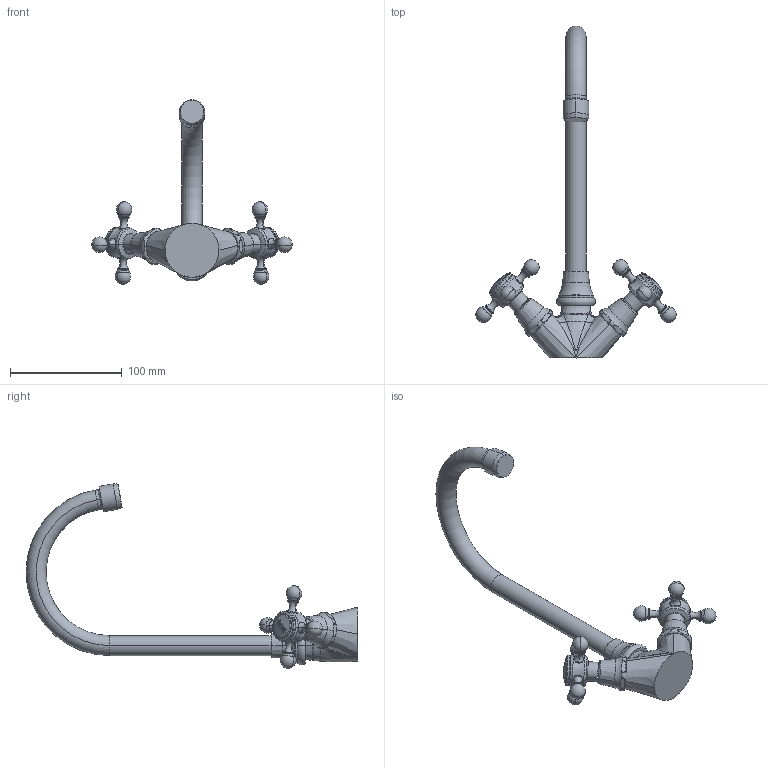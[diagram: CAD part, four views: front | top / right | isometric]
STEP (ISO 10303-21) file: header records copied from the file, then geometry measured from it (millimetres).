
FILE_DESCRIPTION((''),'2;1');
FILE_NAME('928','2021-05-11T15:57:52',('rsmith'),(''),'CREO PARAMETRIC BY PTC INC, 2018400','CREO PARAMETRIC BY PTC INC, 2018400','');
FILE_SCHEMA(('AUTOMOTIVE_DESIGN { 1 0 10303 214 1 1 1 1 }'));
Length unit declared in the file: inch
Products named in the file (1): 928
Bounding box: 179.1 x 296.65 x 164.95 mm (x, y, z)
Volume: 262648.8 mm3; surface area: 51987.1 mm2
Topology: 3 solids, 3 shells, 404 faces, 988 edges, 595 vertices
Faces by surface type: torus 96, plane 92, cylinder 76, bspline 52, cone 48, sphere 32, extrusion 8
Entity records: 21981 total; most frequent: CARTESIAN_POINT 7588, ORIENTED_EDGE 1936, DIRECTION 1895, PRESENTATION_STYLE_ASSIGNMENT 1285, STYLED_ITEM 971, CURVE_STYLE 968, EDGE_CURVE 968, AXIS2_PLACEMENT_3D 855
